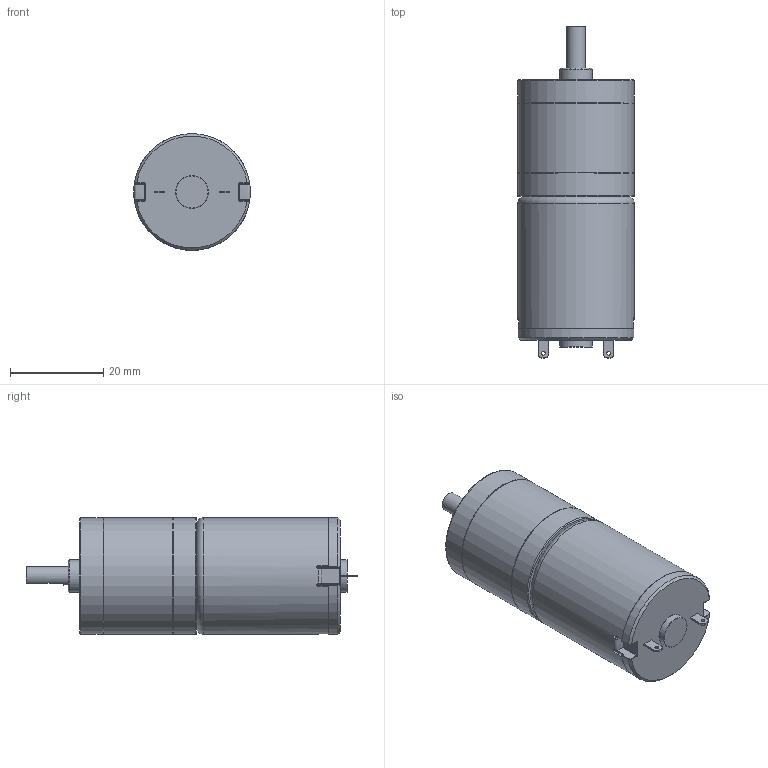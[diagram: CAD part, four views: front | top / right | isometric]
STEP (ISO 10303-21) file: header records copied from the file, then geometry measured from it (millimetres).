
FILE_DESCRIPTION(/* description */ (''),/* implementation_level */ '2;1');
FILE_NAME(/* name */ 'JGA25-370.step',/* time_stamp */ '2022-05-10T07:11:29+10:00',/* author */ ('Dan'),/* organization */ (''),/* preprocessor_version */ 'ST-DEVELOPER v19',/* originating_system */ 'Autodesk Inventor 2023',/* authorisation */ '');
FILE_SCHEMA (('AUTOMOTIVE_DESIGN { 1 0 10303 214 3 1 1 }'));
Length unit declared in the file: millimetre
Products named in the file (1): JGA25-370 12V Planetary Geared Motor
Bounding box: 25 x 71.1 x 25 mm (x, y, z)
Volume: 10900.8 mm3; surface area: 13636.2 mm2
Topology: 11 solids, 11 shells, 295 faces, 691 edges, 415 vertices
Faces by surface type: plane 117, cylinder 94, cone 25, torus 25, bspline 20, sphere 14
Full cylindrical faces by diameter (mm): 0.8 x2, 2 x2, 2.2 x2, 2.5 x2, 4 x5, 4.1 x2, 5 x1, 7 x3, 11 x1, 15 x1, 19 x1, 24 x2, 25 x4
Entity records: 9568 total; most frequent: CARTESIAN_POINT 2738, DIRECTION 1486, ORIENTED_EDGE 1354, EDGE_CURVE 677, AXIS2_PLACEMENT_3D 615, VERTEX_POINT 415, EDGE_LOOP 326, CIRCLE 315
